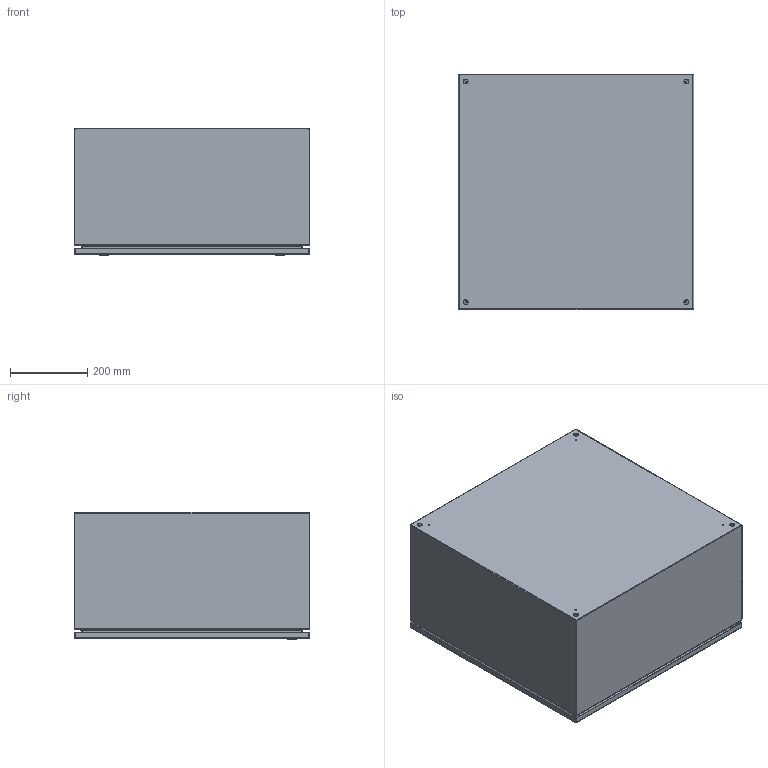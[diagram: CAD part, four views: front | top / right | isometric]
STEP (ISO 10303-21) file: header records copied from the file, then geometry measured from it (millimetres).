
FILE_DESCRIPTION (( 'STEP AP214' ), '1' );
FILE_NAME ('EN4SD242412S16.STEP', '2019-11-13T14:00:35', ( '' ), ( '' ), 'SwSTEP 2.0', 'SolidWorks 2019', '' );
FILE_SCHEMA (( 'AUTOMOTIVE_DESIGN' ));
Length unit declared in the file: inch
Products named in the file (1): EN4SD242412S16
Bounding box: 609.6 x 609.6 x 330.25 mm (x, y, z)
Volume: 3135483.8 mm3; surface area: 3462547.1 mm2
Topology: 31 solids, 32 shells, 773 faces, 1828 edges, 1144 vertices
Faces by surface type: plane 383, cylinder 258, bspline 80, cone 24, torus 24, sphere 4
Entity records: 34450 total; most frequent: CARTESIAN_POINT 6816, DIRECTION 3704, ORIENTED_EDGE 3624, EDGE_CURVE 1812, AXIS2_PLACEMENT_3D 1322, VERTEX_POINT 1144, LINE 1060, VECTOR 1060
